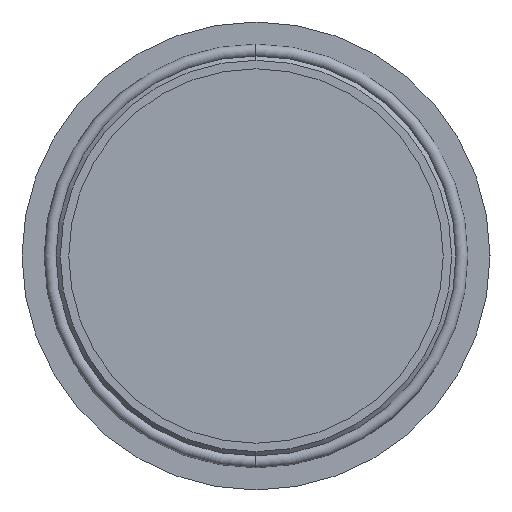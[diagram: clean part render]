
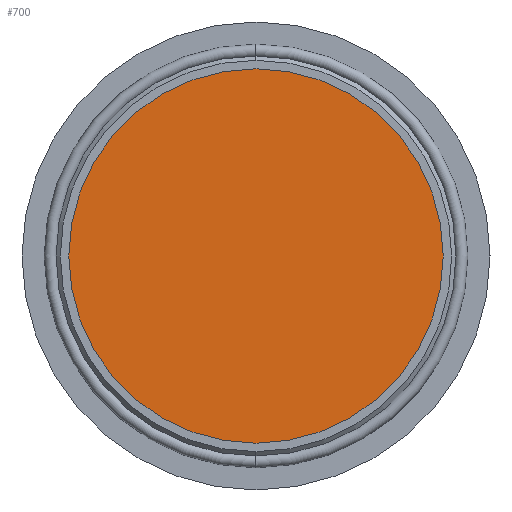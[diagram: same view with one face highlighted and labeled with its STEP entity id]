
A CAD part, front view. The second image highlights one B-rep face of the part: STEP entity #700.
In plain terms, the highlighted planar face has unit normal (0, -1, 0).
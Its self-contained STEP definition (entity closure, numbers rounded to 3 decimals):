
#57 = AXIS2_PLACEMENT_3D ( 'NONE', #197, #196, #195 ) ;
#71 = AXIS2_PLACEMENT_3D ( 'NONE', #273, #272, #271 ) ;
#100 = AXIS2_PLACEMENT_3D ( 'NONE', #329, #328, #327 ) ;
#106 = FACE_OUTER_BOUND ( 'NONE', #593, .T. ) ;
#195 = DIRECTION ( 'NONE',  ( 0., 0., 1. ) ) ;
#196 = DIRECTION ( 'NONE',  ( 0., 1., 0. ) ) ;
#197 = CARTESIAN_POINT ( 'NONE',  ( 0., -2.25, 0. ) ) ;
#271 = DIRECTION ( 'NONE',  ( 0., 0., 1. ) ) ;
#272 = DIRECTION ( 'NONE',  ( 0., 1., 0. ) ) ;
#273 = CARTESIAN_POINT ( 'NONE',  ( 0., -2.25, 0. ) ) ;
#327 = DIRECTION ( 'NONE',  ( 0., 0., -1. ) ) ;
#328 = DIRECTION ( 'NONE',  ( 0., -1., 0. ) ) ;
#329 = CARTESIAN_POINT ( 'NONE',  ( -22., -2.25, 0. ) ) ;
#330 = PLANE ( 'NONE',  #100 ) ;
#456 = CARTESIAN_POINT ( 'NONE',  ( 0., -2.25, 22. ) ) ;
#457 = CARTESIAN_POINT ( 'NONE',  ( 0., -2.25, -22. ) ) ;
#536 = ORIENTED_EDGE ( 'NONE', *, *, #776, .F. ) ;
#538 = ORIENTED_EDGE ( 'NONE', *, *, #749, .F. ) ;
#593 = EDGE_LOOP ( 'NONE', ( #536, #538 ) ) ;
#609 = VERTEX_POINT ( 'NONE', #457 ) ;
#610 = VERTEX_POINT ( 'NONE', #456 ) ;
#691 = CIRCLE ( 'NONE', #57, 22. ) ;
#700 = ADVANCED_FACE ( 'NONE', ( #106 ), #330, .T. ) ;
#709 = CIRCLE ( 'NONE', #71, 22. ) ;
#749 = EDGE_CURVE ( 'NONE', #609, #610, #709, .T. ) ;
#776 = EDGE_CURVE ( 'NONE', #610, #609, #691, .T. ) ;
